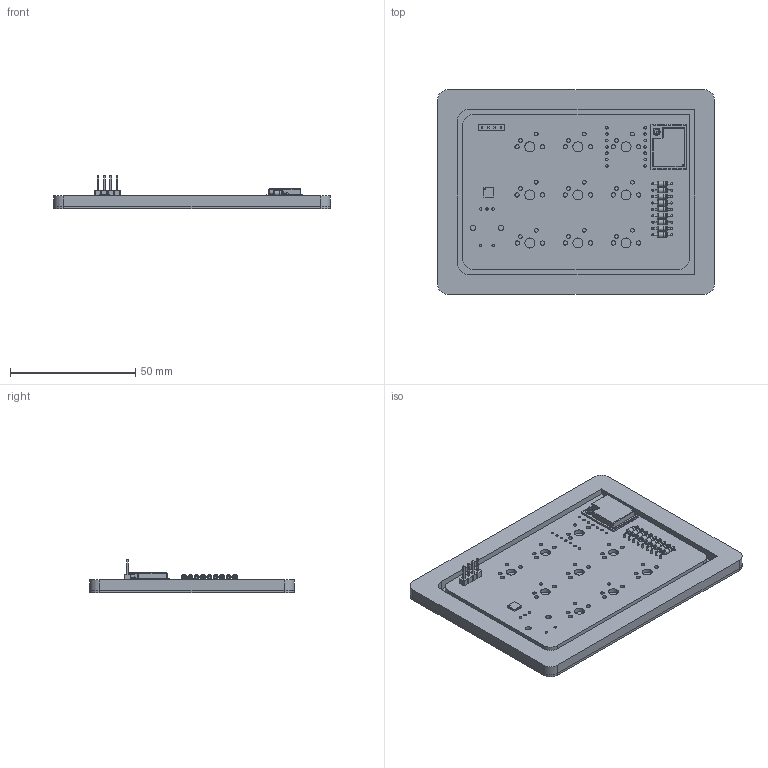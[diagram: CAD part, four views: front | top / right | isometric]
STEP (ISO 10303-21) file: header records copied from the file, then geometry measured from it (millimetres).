
FILE_DESCRIPTION(/* description */ ('STEP AP242','CAx-IF Rec.Pracs.---Representation and Presentation of Product Manufacturing Information (PMI)---4.0---2014-10-13','CAx-IF Rec.Pracs.---3D Tessellated Geometry---0.4---2014-09-14','2;1'),/* implementation_level */ '2;1');
FILE_NAME(/* name */ '6723ef0c9f8410217d5bb0ec',/* time_stamp */ '2024-10-31T20:56:45Z',/* author */ (''),/* organization */ (''),/* preprocessor_version */ 'ST-DEVELOPER v20',/* originating_system */ ' ',/* authorisation */ ' ');
FILE_SCHEMA (('AP242_MANAGED_MODEL_BASED_3D_ENGINEERING_MIM_LF { 1 0 10303 442 1 1 4 }'));
Length unit declared in the file: metre
Products named in the file (64): ESP32-C3-WROOM-02U; D_DO-35_SOD27_P7.62mm_Horizontal; D_DO-35_SOD27_P7.62mm_Horizontal_1; NewMacro_PCB; D_DO-35_SOD27_P7.62mm_Horizontal_8; D_DO-35_SOD27_P7.62mm_Horizontal_2; D_DO-35_SOD27_P7.62mm_Horizontal_7; D_DO-35_SOD27_P7.62mm_Horizontal_3; D_DO-35_SOD27_P7.62mm_Horizontal_4; QFN-24-1EP_4x4mm_Pitch0.5mm; PinHeader_1x04_P254mm_Vertical; D_DO-35_SOD27_P7.62mm_Horizontal_5; Part 64; Part 59; Part 60; Part 61; Part 62; D_DO-35_SOD27_P7.62mm_Horizontal_6; Part 63
Bounding box: 110.47 x 81.69 x 13.19 mm (x, y, z)
Volume: 29851.8 mm3; surface area: 40859.9 mm2
Topology: 64 solids, 64 shells, 897 faces, 2142 edges, 1396 vertices
Faces by surface type: plane 619, cylinder 235, torus 37, sphere 6
Full cylindrical faces by diameter (mm): 0.2 x12, 0.4 x1, 0.5 x29, 0.8 x18, 1 x23, 1.5 x18, 1.7 x18, 1.8 x1, 2 x20, 2.02 x9, 2.2 x2, 4 x9, 5 x4
Entity records: 29454 total; most frequent: DIRECTION 4328, CARTESIAN_POINT 4255, ORIENTED_EDGE 3834, EDGE_CURVE 1917, AXIS2_PLACEMENT_3D 1450, LINE 1428, VECTOR 1428, VERTEX_POINT 1377
